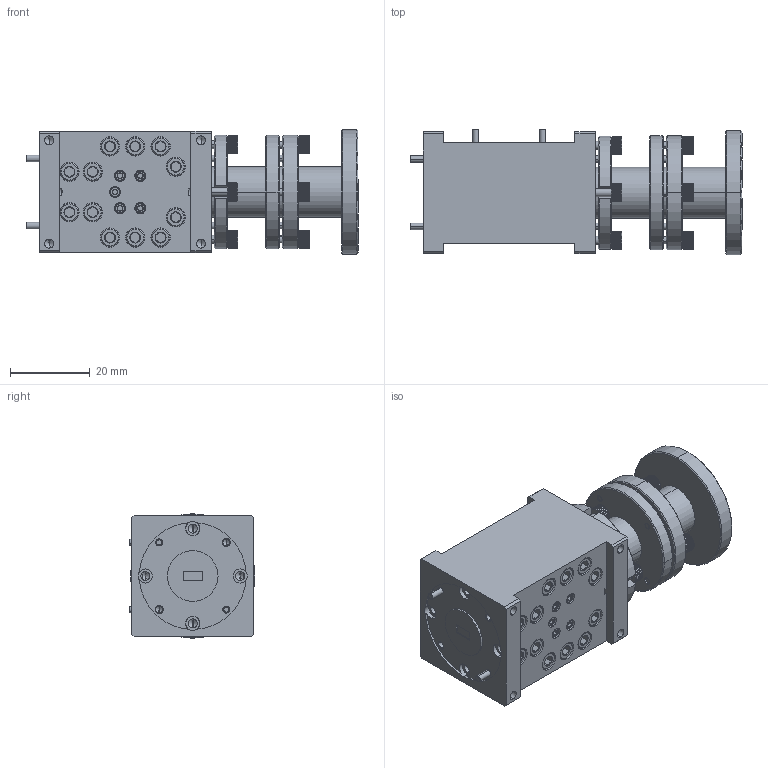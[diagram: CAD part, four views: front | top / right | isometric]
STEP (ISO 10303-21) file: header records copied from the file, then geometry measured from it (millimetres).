
FILE_DESCRIPTION (( 'STEP AP203' ), '1' );
FILE_NAME ('SAH-4036031060-219-S1-188-DP.STEP', '2022-03-11T01:46:47', ( '' ), ( '' ), 'SwSTEP 2.0', 'SolidWorks 2021', '' );
FILE_SCHEMA (( 'CONFIG_CONTROL_DESIGN' ));
Products named in the file (1): SAH-4036031060-219-S1-188-DP
Bounding box: 83.29 x 31.59 x 31.22 mm (x, y, z)
Volume: 46512.5 mm3; surface area: 17771.1 mm2
Topology: 10 solids, 15 shells, 2038 faces, 5290 edges, 3342 vertices
Faces by surface type: plane 1070, cylinder 575, cone 367, torus 16, bspline 10
Entity records: 65277 total; most frequent: CARTESIAN_POINT 17788, ORIENTED_EDGE 10476, DIRECTION 9090, EDGE_CURVE 5238, AXIS2_PLACEMENT_3D 3496, VERTEX_POINT 3342, EDGE_LOOP 2194, LINE 2098
